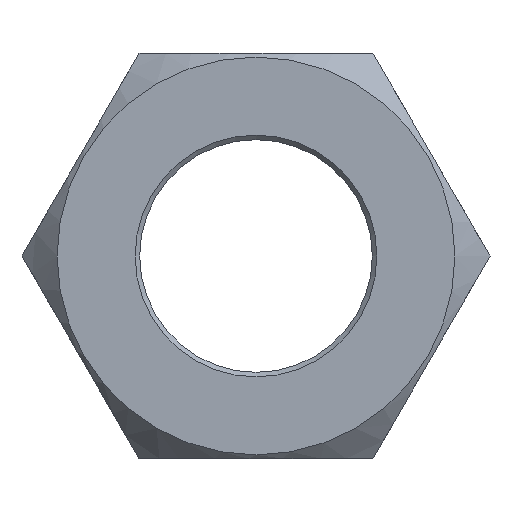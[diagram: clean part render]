
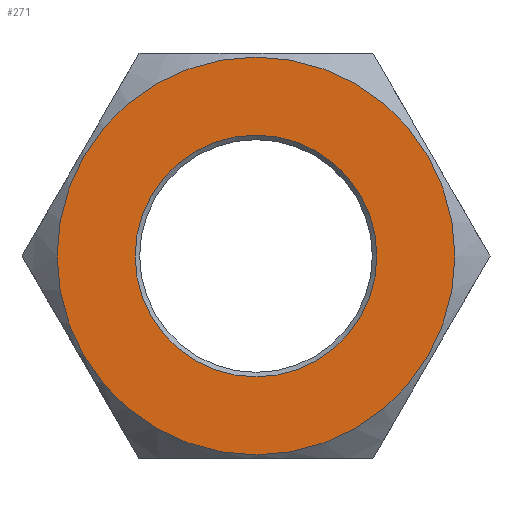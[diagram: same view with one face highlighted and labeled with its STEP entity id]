
A CAD part, left-side view. The second image highlights one B-rep face of the part: STEP entity #271.
In plain terms, the highlighted planar face has unit normal (-1, 0, 0).
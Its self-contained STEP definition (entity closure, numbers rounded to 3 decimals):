
#18=FACE_BOUND('',#59,.T.);
#25=PLANE('',#320);
#40=FACE_OUTER_BOUND('',#58,.T.);
#58=EDGE_LOOP('',(#231));
#59=EDGE_LOOP('',(#232));
#106=CIRCLE('',#301,13.25);
#113=CIRCLE('',#315,8.05);
#131=VERTEX_POINT('',#457);
#137=VERTEX_POINT('',#483);
#157=EDGE_CURVE('',#131,#131,#106,.T.);
#169=EDGE_CURVE('',#137,#137,#113,.T.);
#231=ORIENTED_EDGE('',*,*,#157,.T.);
#232=ORIENTED_EDGE('',*,*,#169,.F.);
#271=ADVANCED_FACE('',(#40,#18),#25,.T.);
#301=AXIS2_PLACEMENT_3D('',#459,#338,#339);
#315=AXIS2_PLACEMENT_3D('',#484,#371,#372);
#320=AXIS2_PLACEMENT_3D('',#494,#383,#384);
#338=DIRECTION('center_axis',(-1.,0.,0.));
#339=DIRECTION('ref_axis',(0.,1.,0.));
#371=DIRECTION('center_axis',(-1.,0.,0.));
#372=DIRECTION('ref_axis',(0.,0.,-1.));
#383=DIRECTION('center_axis',(-1.,0.,0.));
#384=DIRECTION('ref_axis',(0.,0.,1.));
#457=CARTESIAN_POINT('',(-13.5,-13.25,0.));
#459=CARTESIAN_POINT('Origin',(-13.5,0.,0.));
#483=CARTESIAN_POINT('',(-13.5,0.,8.05));
#484=CARTESIAN_POINT('Origin',(-13.5,0.,0.));
#494=CARTESIAN_POINT('Origin',(-13.5,0.,0.));
